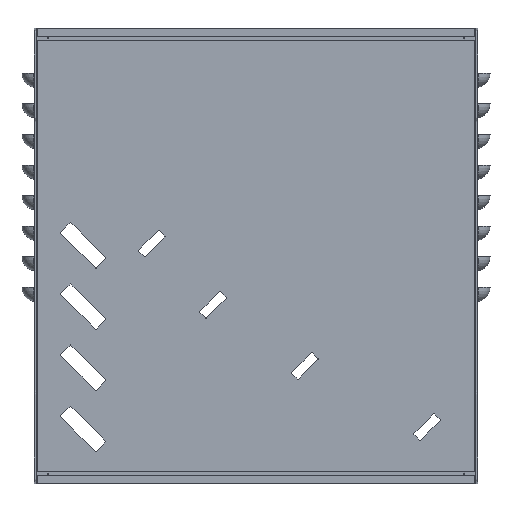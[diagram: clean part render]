
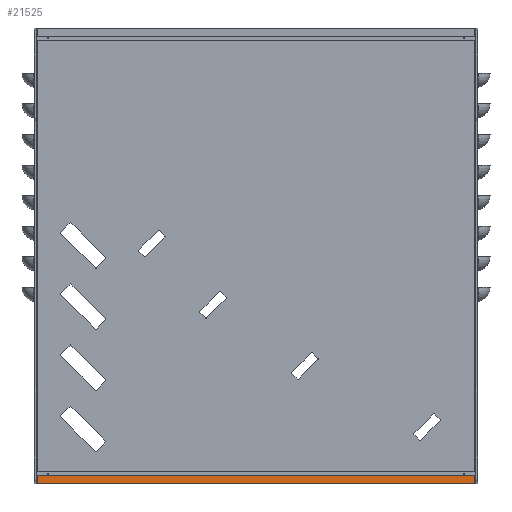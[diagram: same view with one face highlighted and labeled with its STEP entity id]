
A CAD part, front view. The second image highlights one B-rep face of the part: STEP entity #21525.
In plain terms, the highlighted planar face has unit normal (0, -1, 0).
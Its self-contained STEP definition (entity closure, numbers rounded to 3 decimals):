
#934 = DIRECTION ( 'NONE',  ( 0., 0., -1. ) ) ;
#1127 = LINE ( 'NONE', #10341, #5007 ) ;
#2873 = VECTOR ( 'NONE', #934, 1000. ) ;
#3773 = CARTESIAN_POINT ( 'NONE',  ( -282., 73.5, 197.725 ) ) ;
#5007 = VECTOR ( 'NONE', #20423, 1000. ) ;
#5650 = EDGE_CURVE ( 'NONE', #6207, #24968, #25175, .T. ) ;
#5729 = DIRECTION ( 'NONE',  ( -1., 0., 0. ) ) ;
#6207 = VERTEX_POINT ( 'NONE', #10040 ) ;
#6415 = FACE_OUTER_BOUND ( 'NONE', #14323, .T. ) ;
#6793 = DIRECTION ( 'NONE',  ( 0., 0., 1. ) ) ;
#7656 = CARTESIAN_POINT ( 'NONE',  ( 0., 73.5, 190.975 ) ) ;
#8277 = EDGE_CURVE ( 'NONE', #24968, #11041, #22126, .T. ) ;
#8459 = CARTESIAN_POINT ( 'NONE',  ( 0., 73.5, 0. ) ) ;
#8782 = EDGE_CURVE ( 'NONE', #23596, #6207, #20864, .T. ) ;
#10040 = CARTESIAN_POINT ( 'NONE',  ( 75.502, 73.5, 190.975 ) ) ;
#10341 = CARTESIAN_POINT ( 'NONE',  ( -14.749, 73.5, 197.725 ) ) ;
#11041 = VERTEX_POINT ( 'NONE', #3773 ) ;
#11077 = ORIENTED_EDGE ( 'NONE', *, *, #5650, .F. ) ;
#11786 = EDGE_CURVE ( 'NONE', #11041, #23596, #1127, .T. ) ;
#12403 = ORIENTED_EDGE ( 'NONE', *, *, #8277, .F. ) ;
#12532 = ORIENTED_EDGE ( 'NONE', *, *, #11786, .F. ) ;
#12725 = VECTOR ( 'NONE', #20927, 1000. ) ;
#14323 = EDGE_LOOP ( 'NONE', ( #12532, #12403, #11077, #15089 ) ) ;
#14526 = AXIS2_PLACEMENT_3D ( 'NONE', #8459, #22384, #6793 ) ;
#15058 = CARTESIAN_POINT ( 'NONE',  ( -282., 73.5, 0. ) ) ;
#15089 = ORIENTED_EDGE ( 'NONE', *, *, #8782, .F. ) ;
#16778 = CARTESIAN_POINT ( 'NONE',  ( 75.502, 73.5, 197.725 ) ) ;
#20423 = DIRECTION ( 'NONE',  ( 1., 0., 0. ) ) ;
#20864 = LINE ( 'NONE', #24210, #2873 ) ;
#20927 = DIRECTION ( 'NONE',  ( 0., 0., 1. ) ) ;
#21525 = ADVANCED_FACE ( 'NONE', ( #6415 ), #22506, .F. ) ;
#22126 = LINE ( 'NONE', #15058, #12725 ) ;
#22384 = DIRECTION ( 'NONE',  ( 0., 1., 0. ) ) ;
#22506 = PLANE ( 'NONE',  #14526 ) ;
#22612 = VECTOR ( 'NONE', #5729, 1000. ) ;
#23038 = CARTESIAN_POINT ( 'NONE',  ( -282., 73.5, 190.975 ) ) ;
#23596 = VERTEX_POINT ( 'NONE', #16778 ) ;
#24210 = CARTESIAN_POINT ( 'NONE',  ( 75.502, 73.5, 0. ) ) ;
#24968 = VERTEX_POINT ( 'NONE', #23038 ) ;
#25175 = LINE ( 'NONE', #7656, #22612 ) ;
